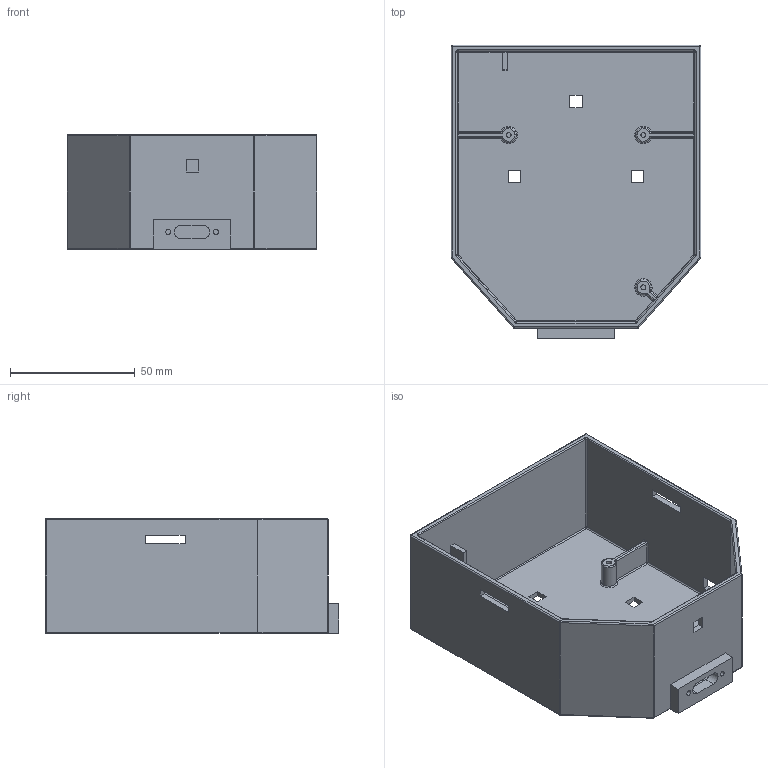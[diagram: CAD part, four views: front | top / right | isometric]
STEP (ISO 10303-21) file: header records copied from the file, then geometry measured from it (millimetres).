
FILE_DESCRIPTION (( 'STEP AP214' ), '1' );
FILE_NAME ('bloc maître.STEP', '2017-06-24T23:09:02', ( 'babas' ), ( 'WORLDCOMPANY' ), 'SwSTEP 2.0', 'SolidWorks 2015', '' );
FILE_SCHEMA (( 'AUTOMOTIVE_DESIGN' ));
Length unit declared in the file: millimetre
Products named in the file (1): bloc maître
Bounding box: 100 x 117.5 x 46 mm (x, y, z)
Volume: 64443.2 mm3; surface area: 58451.2 mm2
Topology: 2 solids, 2 shells, 233 faces, 564 edges, 317 vertices
Faces by surface type: cylinder 97, plane 74, sphere 31, torus 29, bspline 2
Entity records: 6650 total; most frequent: DIRECTION 1243, CARTESIAN_POINT 1135, ORIENTED_EDGE 1080, EDGE_CURVE 540, AXIS2_PLACEMENT_3D 475, VERTEX_POINT 315, LINE 293, VECTOR 293
